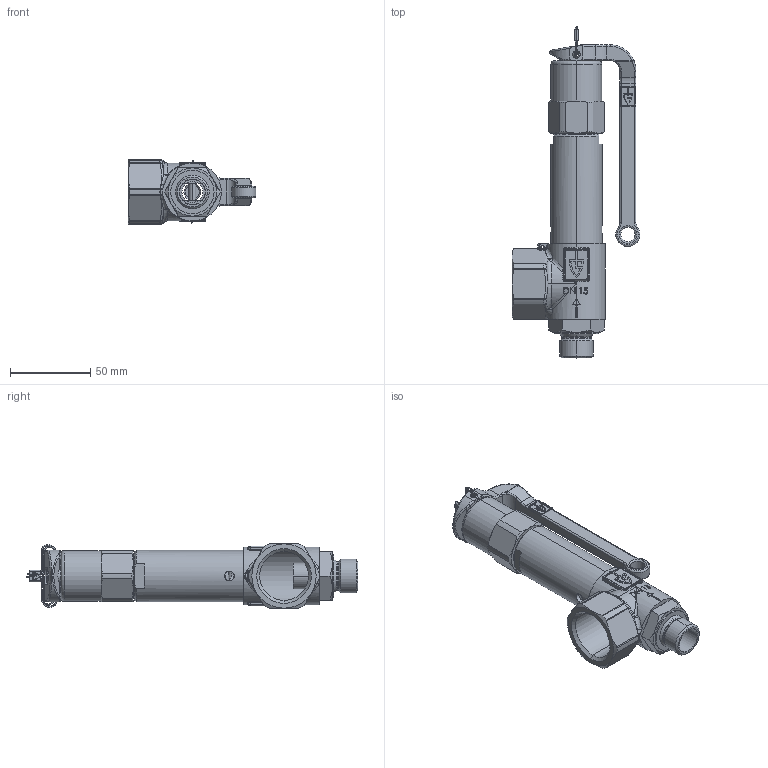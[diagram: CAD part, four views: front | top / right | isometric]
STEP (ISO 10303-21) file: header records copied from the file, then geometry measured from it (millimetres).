
FILE_DESCRIPTION (( 'STEP AP214' ), '1' );
FILE_NAME ('451bXL_15_MF_1525 HD.STEP', '2019-08-23T07:49:05', ( '' ), ( '' ), 'SwSTEP 2.0', 'SolidWorks 2018', '' );
FILE_SCHEMA (( 'AUTOMOTIVE_DESIGN' ));
Length unit declared in the file: millimetre
Products named in the file (1): 451bXL_15_MF_1525 HD
Bounding box: 79.5 x 206.47 x 40 mm (x, y, z)
Surface area: 51283.1 mm2 (no closed solid volume)
Topology: 0 solids, 16 shells, 720 faces, 2043 edges, 1302 vertices
Faces by surface type: cylinder 236, plane 209, bspline 121, torus 86, cone 50, sphere 18
Entity records: 37996 total; most frequent: CARTESIAN_POINT 12386, ORIENTED_EDGE 3686, DIRECTION 3575, EDGE_CURVE 2035, AXIS2_PLACEMENT_3D 1379, VERTEX_POINT 1302, LINE 817, VECTOR 817
